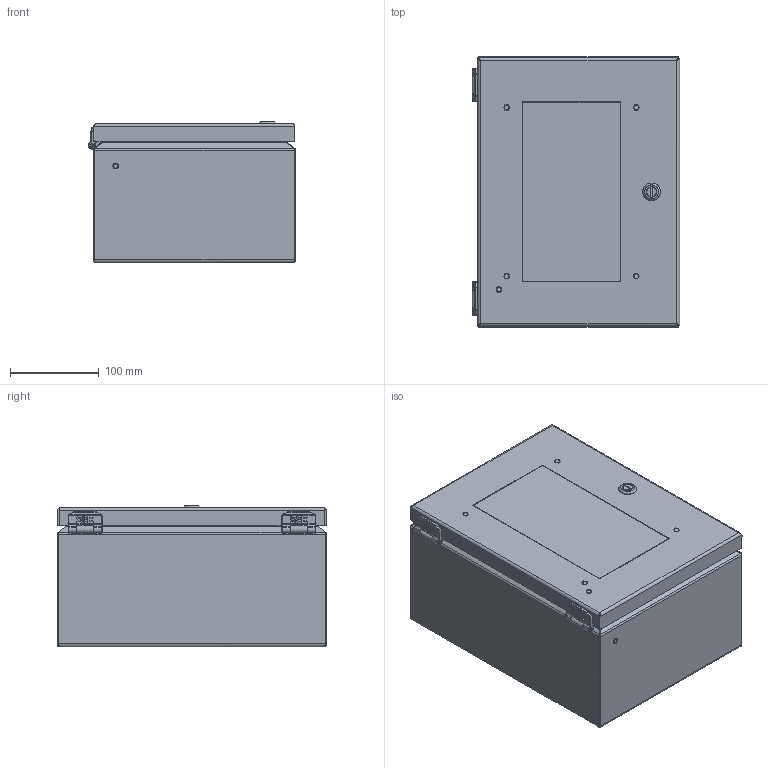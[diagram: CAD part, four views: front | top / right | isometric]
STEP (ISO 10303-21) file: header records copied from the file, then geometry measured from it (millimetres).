
FILE_DESCRIPTION (( 'STEP AP203' ), '1' );
FILE_NAME ('SCE-L9126ELJWSS.step', '2021-02-09T22:23:24', ( 'ADC123' ), ( 'Microsoft' ), 'SwSTEP 2.0', 'SolidWorks 2019', '' );
FILE_SCHEMA (( 'CONFIG_CONTROL_DESIGN' ));
Length unit declared in the file: inch
Products named in the file (1): SCE-L9126ELJWSS
Bounding box: 234.18 x 304.9 x 159.92 mm (x, y, z)
Surface area: 829369.4 mm2 (no closed solid volume)
Topology: 0 solids, 49 shells, 2442 faces, 6240 edges, 3763 vertices
Faces by surface type: plane 1038, bspline 670, cylinder 640, cone 86, torus 8
Full cylindrical faces by diameter (mm): 2.743 x2, 3.439 x2, 3.505 x8, 3.81 x2, 3.962 x6, 4.013 x6, 4.064 x2, 4.166 x2, 4.318 x2, 4.42 x4, 4.775 x6, 4.826 x5, 4.902 x2, 5.08 x1, 5.385 x4, 5.41 x4, 5.537 x2, 5.842 x2, 6.058 x1, 6.35 x8, 6.463 x1, 6.502 x2, 6.604 x2, 6.655 x4, 6.756 x2, 6.824 x1, 7.112 x4, 7.137 x4, 7.167 x1, 7.874 x1
Entity records: 123618 total; most frequent: CARTESIAN_POINT 73440, ORIENTED_EDGE 11280, DIRECTION 8153, EDGE_CURVE 5847, VERTEX_POINT 3706, AXIS2_PLACEMENT_3D 2879, EDGE_LOOP 2771, FACE_OUTER_BOUND 2576
